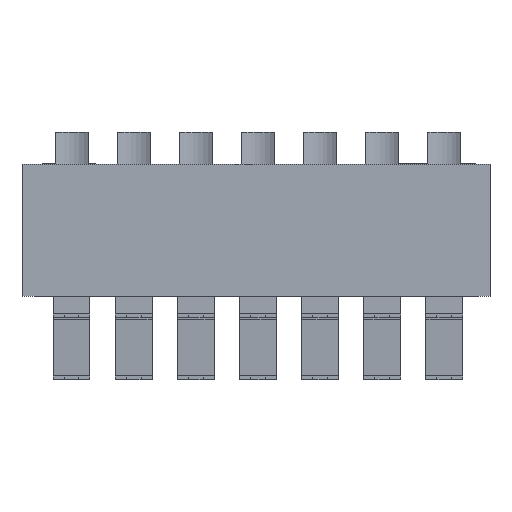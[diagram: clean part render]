
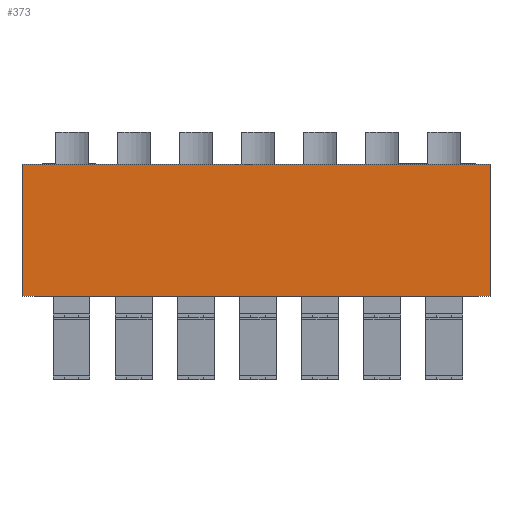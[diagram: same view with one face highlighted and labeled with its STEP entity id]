
A CAD part, front view. The second image highlights one B-rep face of the part: STEP entity #373.
In plain terms, the highlighted planar face has unit normal (0, -1, 0).
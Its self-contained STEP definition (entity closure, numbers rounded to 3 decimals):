
#373 = ADVANCED_FACE ( 'NONE', ( #4008 ), #4248, .F. ) ;
#479 = EDGE_CURVE ( 'NONE', #2563, #2562, #4500, .T. ) ;
#480 = EDGE_CURVE ( 'NONE', #2526, #2562, #4501, .T. ) ;
#481 = EDGE_CURVE ( 'NONE', #2527, #2563, #4502, .T. ) ;
#615 = EDGE_CURVE ( 'NONE', #2527, #2526, #4618, .T. ) ;
#1157 = EDGE_LOOP ( 'NONE', ( #1482, #1484, #1483, #1485 ) ) ;
#1482 = ORIENTED_EDGE ( 'NONE', *, *, #480, .T. ) ;
#1483 = ORIENTED_EDGE ( 'NONE', *, *, #481, .F. ) ;
#1484 = ORIENTED_EDGE ( 'NONE', *, *, #479, .F. ) ;
#1485 = ORIENTED_EDGE ( 'NONE', *, *, #615, .T. ) ;
#2526 = VERTEX_POINT ( 'NONE', #13127 ) ;
#2527 = VERTEX_POINT ( 'NONE', #13128 ) ;
#2562 = VERTEX_POINT ( 'NONE', #13163 ) ;
#2563 = VERTEX_POINT ( 'NONE', #13164 ) ;
#4008 = FACE_OUTER_BOUND ( 'NONE', #1157, .T. ) ;
#4248 = PLANE ( 'NONE',  #14586 ) ;
#4249 = CARTESIAN_POINT ( 'NONE',  ( 19.14, 0., 0. ) ) ;
#4250 = DIRECTION ( 'NONE',  ( 0., 1., 0. ) ) ;
#4251 = DIRECTION ( 'NONE',  ( 0., 0., 1. ) ) ;
#4500 = LINE ( 'NONE', #4996, #14789 ) ;
#4501 = LINE ( 'NONE', #4998, #14796 ) ;
#4502 = LINE ( 'NONE', #5000, #14805 ) ;
#4618 = LINE ( 'NONE', #5772, #5225 ) ;
#4996 = CARTESIAN_POINT ( 'NONE',  ( 19.14, 0., -5.4 ) ) ;
#4997 = DIRECTION ( 'NONE',  ( -1., 0., 0. ) ) ;
#4998 = CARTESIAN_POINT ( 'NONE',  ( 0., 0., 0. ) ) ;
#4999 = DIRECTION ( 'NONE',  ( 0., 0., -1. ) ) ;
#5000 = CARTESIAN_POINT ( 'NONE',  ( 19.14, 0., 0. ) ) ;
#5001 = DIRECTION ( 'NONE',  ( 0., 0., -1. ) ) ;
#5225 = VECTOR ( 'NONE', #5774, 1000. ) ;
#5772 = CARTESIAN_POINT ( 'NONE',  ( 19.14, 0., 0. ) ) ;
#5774 = DIRECTION ( 'NONE',  ( -1., 0., 0. ) ) ;
#13127 = CARTESIAN_POINT ( 'NONE',  ( 0., 0., 0. ) ) ;
#13128 = CARTESIAN_POINT ( 'NONE',  ( 19.14, 0., 0. ) ) ;
#13163 = CARTESIAN_POINT ( 'NONE',  ( 0., 0., -5.4 ) ) ;
#13164 = CARTESIAN_POINT ( 'NONE',  ( 19.14, 0., -5.4 ) ) ;
#14586 = AXIS2_PLACEMENT_3D ( 'NONE', #4249, #4250, #4251 ) ;
#14789 = VECTOR ( 'NONE', #4997, 1000. ) ;
#14796 = VECTOR ( 'NONE', #4999, 1000. ) ;
#14805 = VECTOR ( 'NONE', #5001, 1000. ) ;
